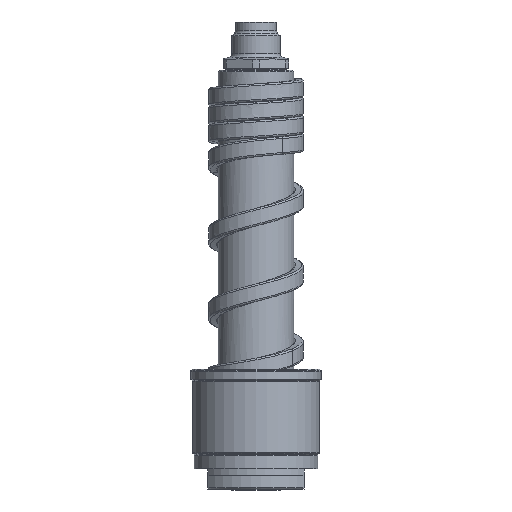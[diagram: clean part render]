
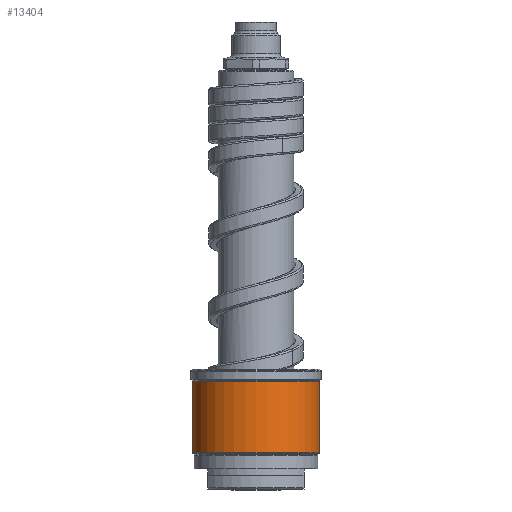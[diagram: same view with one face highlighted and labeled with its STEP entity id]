
A CAD part, front view. The second image highlights one B-rep face of the part: STEP entity #13404.
In plain terms, the highlighted cylindrical face has radius 18.5 mm (diameter 37 mm), a partial arc.
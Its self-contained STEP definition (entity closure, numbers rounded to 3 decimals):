
#4361=CARTESIAN_POINT('',(0.,0.,10.583));
#4362=DIRECTION('',(0.,0.,1.));
#4363=DIRECTION('',(-1.,0.,0.));
#4364=AXIS2_PLACEMENT_3D('',#4361,#4362,#4363);
#4366=DIRECTION('',(0.,0.,-1.));
#4367=VECTOR('',#4366,20.834);
#4368=CARTESIAN_POINT('',(-18.5,0.,31.417));
#4369=LINE('',#4368,#4367);
#4370=CARTESIAN_POINT('',(0.,0.,31.417));
#4371=DIRECTION('',(0.,0.,1.));
#4372=DIRECTION('',(-1.,0.,0.));
#4373=AXIS2_PLACEMENT_3D('',#4370,#4371,#4372);
#4375=DIRECTION('',(0.,0.,-1.));
#4376=VECTOR('',#4375,20.834);
#4377=CARTESIAN_POINT('',(18.5,0.,31.417));
#4378=LINE('',#4377,#4376);
#7133=CARTESIAN_POINT('',(18.5,0.,31.417));
#7134=CARTESIAN_POINT('',(-18.5,0.,31.417));
#7135=VERTEX_POINT('',#7133);
#7136=VERTEX_POINT('',#7134);
#7159=CARTESIAN_POINT('',(18.5,0.,10.583));
#7160=VERTEX_POINT('',#7159);
#7161=CARTESIAN_POINT('',(-18.5,0.,10.583));
#7162=VERTEX_POINT('',#7161);
#13392=CARTESIAN_POINT('',(0.,0.,8.75));
#13393=DIRECTION('',(0.,0.,1.));
#13394=DIRECTION('',(-1.,0.,0.));
#13395=AXIS2_PLACEMENT_3D('',#13392,#13393,#13394);
#13396=CYLINDRICAL_SURFACE('',#13395,18.5);
#13397=ORIENTED_EDGE('',*,*,#11041,.F.);
#13398=ORIENTED_EDGE('',*,*,#11022,.F.);
#13400=ORIENTED_EDGE('',*,*,#13399,.T.);
#13401=ORIENTED_EDGE('',*,*,#11018,.T.);
#13402=EDGE_LOOP('',(#13397,#13398,#13400,#13401));
#13403=FACE_OUTER_BOUND('',#13402,.F.);
#4365=CIRCLE('',#4364,18.5);
#4374=CIRCLE('',#4373,18.5);
#11018=EDGE_CURVE('',#7135,#7160,#4378,.T.);
#11022=EDGE_CURVE('',#7136,#7162,#4369,.T.);
#11041=EDGE_CURVE('',#7162,#7160,#4365,.T.);
#13399=EDGE_CURVE('',#7136,#7135,#4374,.T.);
#13404=ADVANCED_FACE('',(#13403),#13396,.T.);
